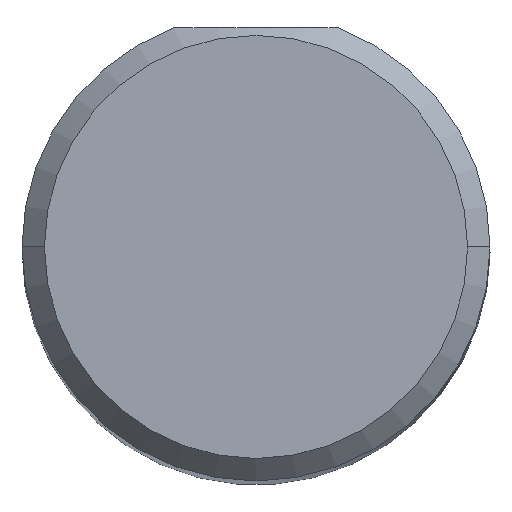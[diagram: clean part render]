
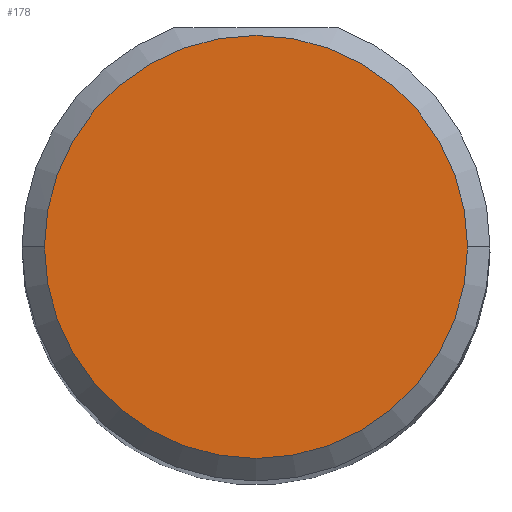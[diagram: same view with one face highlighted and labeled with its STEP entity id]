
A CAD part, top view. The second image highlights one B-rep face of the part: STEP entity #178.
In plain terms, the highlighted planar face has unit normal (0, 0, 1).
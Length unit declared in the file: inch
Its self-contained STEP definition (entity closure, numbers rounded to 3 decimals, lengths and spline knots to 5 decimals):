
#8 = AXIS2_PLACEMENT_3D ( 'NONE', #359, #520, #279 ) ;
#27 = ORIENTED_EDGE ( 'NONE', *, *, #459, .T. ) ;
#75 = CARTESIAN_POINT ( 'NONE',  ( -0.14125, 0., 2.5 ) ) ;
#77 = EDGE_CURVE ( 'NONE', #500, #259, #387, .T. ) ;
#178 = ADVANCED_FACE ( 'NONE', ( #190 ), #466, .T. ) ;
#190 = FACE_OUTER_BOUND ( 'NONE', #357, .T. ) ;
#224 = ORIENTED_EDGE ( 'NONE', *, *, #77, .T. ) ;
#249 = DIRECTION ( 'NONE',  ( 1., 0., 0. ) ) ;
#259 = VERTEX_POINT ( 'NONE', #75 ) ;
#279 = DIRECTION ( 'NONE',  ( 1., 0., 0. ) ) ;
#324 = DIRECTION ( 'NONE',  ( 0., 0., 1. ) ) ;
#334 = AXIS2_PLACEMENT_3D ( 'NONE', #427, #517, #346 ) ;
#346 = DIRECTION ( 'NONE',  ( 1., 0., 0. ) ) ;
#357 = EDGE_LOOP ( 'NONE', ( #27, #224 ) ) ;
#359 = CARTESIAN_POINT ( 'NONE',  ( 0., 0., 2.5 ) ) ;
#387 = CIRCLE ( 'NONE', #8, 0.14125 ) ;
#413 = AXIS2_PLACEMENT_3D ( 'NONE', #484, #324, #249 ) ;
#419 = CARTESIAN_POINT ( 'NONE',  ( 0.14125, 0., 2.5 ) ) ;
#427 = CARTESIAN_POINT ( 'NONE',  ( 0., 0., 2.5 ) ) ;
#459 = EDGE_CURVE ( 'NONE', #259, #500, #493, .T. ) ;
#466 = PLANE ( 'NONE',  #334 ) ;
#484 = CARTESIAN_POINT ( 'NONE',  ( 0., 0., 2.5 ) ) ;
#493 = CIRCLE ( 'NONE', #413, 0.14125 ) ;
#500 = VERTEX_POINT ( 'NONE', #419 ) ;
#517 = DIRECTION ( 'NONE',  ( 0., 0., 1. ) ) ;
#520 = DIRECTION ( 'NONE',  ( 0., 0., 1. ) ) ;
